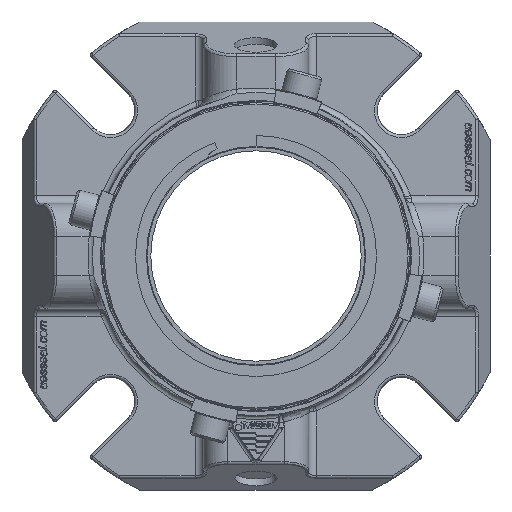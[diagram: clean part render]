
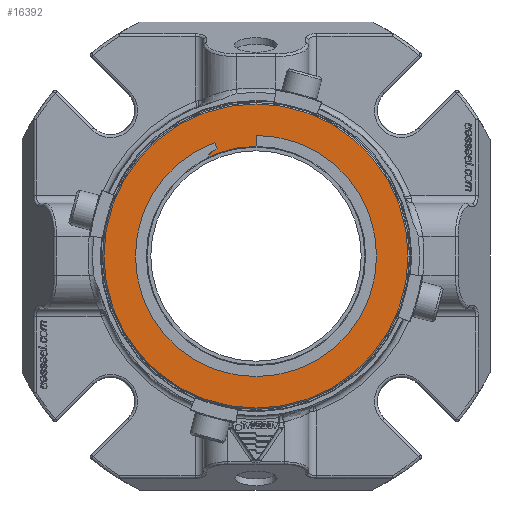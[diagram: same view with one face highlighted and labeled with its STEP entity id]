
A CAD part, left-side view. The second image highlights one B-rep face of the part: STEP entity #16392.
In plain terms, the highlighted planar face has unit normal (-1, 0, 0).
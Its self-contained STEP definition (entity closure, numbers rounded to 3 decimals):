
#2376=LINE('',#34374,#3404);
#2377=LINE('',#34379,#3405);
#3404=VECTOR('',#22046,1000.);
#3405=VECTOR('',#22049,1000.);
#8123=ORIENTED_EDGE('',*,*,#10665,.F.);
#8124=ORIENTED_EDGE('',*,*,#10666,.F.);
#8125=ORIENTED_EDGE('',*,*,#10667,.T.);
#8126=ORIENTED_EDGE('',*,*,#10668,.T.);
#8127=ORIENTED_EDGE('',*,*,#10669,.F.);
#8128=ORIENTED_EDGE('',*,*,#10664,.T.);
#10664=EDGE_CURVE('',#12220,#12220,#12982,.T.);
#10665=EDGE_CURVE('',#12221,#12222,#2376,.T.);
#10666=EDGE_CURVE('',#12223,#12221,#12983,.T.);
#10667=EDGE_CURVE('',#12223,#12224,#2377,.T.);
#10668=EDGE_CURVE('',#12224,#12225,#12984,.T.);
#10669=EDGE_CURVE('',#12222,#12225,#12985,.T.);
#12220=VERTEX_POINT('',#34372);
#12221=VERTEX_POINT('',#34375);
#12222=VERTEX_POINT('',#34376);
#12223=VERTEX_POINT('',#34378);
#12224=VERTEX_POINT('',#34380);
#12225=VERTEX_POINT('',#34382);
#12982=CIRCLE('',#17946,55.055);
#12983=CIRCLE('',#17948,43.663);
#12984=CIRCLE('',#17949,6.35);
#12985=CIRCLE('',#17950,38.887);
#14044=EDGE_LOOP('',(#8123,#8124,#8125,#8126,#8127));
#14045=EDGE_LOOP('',(#8128));
#15126=FACE_BOUND('',#14044,.T.);
#15127=FACE_BOUND('',#14045,.T.);
#15437=PLANE('',#17947);
#16392=ADVANCED_FACE('',(#15126,#15127),#15437,.T.);
#17946=AXIS2_PLACEMENT_3D('',#34371,#22042,#22043);
#17947=AXIS2_PLACEMENT_3D('',#34373,#22044,#22045);
#17948=AXIS2_PLACEMENT_3D('',#34377,#22047,#22048);
#17949=AXIS2_PLACEMENT_3D('',#34381,#22050,#22051);
#17950=AXIS2_PLACEMENT_3D('',#34383,#22052,#22053);
#22042=DIRECTION('',(-1.,0.,0.));
#22043=DIRECTION('',(0.,0.,1.));
#22044=DIRECTION('',(-1.,0.,0.));
#22045=DIRECTION('',(0.,0.,1.));
#22046=DIRECTION('',(0.,0.,-1.));
#22047=DIRECTION('',(-1.,0.,0.));
#22048=DIRECTION('',(0.,0.,1.));
#22049=DIRECTION('',(0.,-0.342,-0.94));
#22050=DIRECTION('',(-1.,0.,0.));
#22051=DIRECTION('',(0.,0.,1.));
#22052=DIRECTION('',(-1.,0.,0.));
#22053=DIRECTION('',(0.,0.,1.));
#34371=CARTESIAN_POINT('',(-103.505,0.,0.));
#34372=CARTESIAN_POINT('',(-103.505,0.,55.055));
#34373=CARTESIAN_POINT('',(-103.505,0.,-55.563));
#34374=CARTESIAN_POINT('',(-103.505,0.,0.));
#34375=CARTESIAN_POINT('',(-103.505,0.,43.663));
#34376=CARTESIAN_POINT('',(-103.505,0.,38.887));
#34377=CARTESIAN_POINT('',(-103.505,0.,0.));
#34378=CARTESIAN_POINT('',(-103.505,14.933,41.029));
#34379=CARTESIAN_POINT('',(-103.505,0.,0.));
#34380=CARTESIAN_POINT('',(-103.505,14.117,38.786));
#34381=CARTESIAN_POINT('',(-103.505,11.945,32.819));
#34382=CARTESIAN_POINT('',(-103.505,18.089,34.424));
#34383=CARTESIAN_POINT('',(-103.505,0.,0.));
